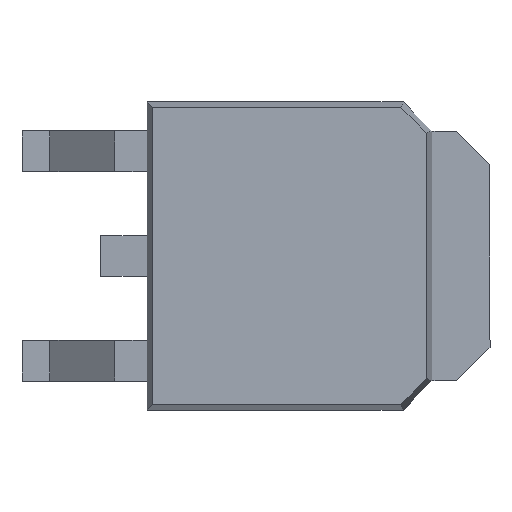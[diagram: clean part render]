
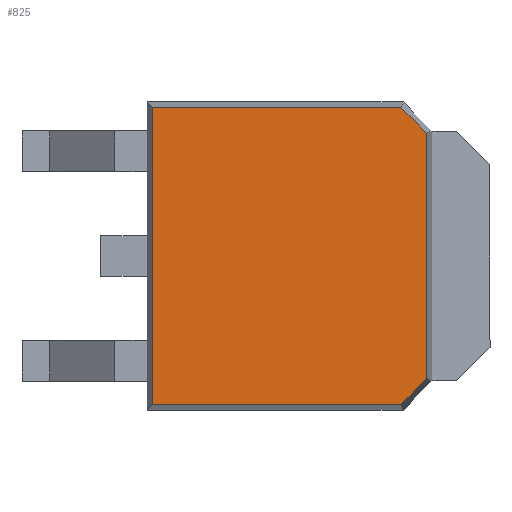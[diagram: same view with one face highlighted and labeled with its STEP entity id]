
A CAD part, top view. The second image highlights one B-rep face of the part: STEP entity #825.
In plain terms, the highlighted planar face has unit normal (0, 0, 1).
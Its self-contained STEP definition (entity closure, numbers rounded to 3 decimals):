
#120 = ORIENTED_EDGE ( 'NONE', *, *, #548, .F. ) ;
#121 = ORIENTED_EDGE ( 'NONE', *, *, #549, .F. ) ;
#122 = ORIENTED_EDGE ( 'NONE', *, *, #551, .T. ) ;
#123 = ORIENTED_EDGE ( 'NONE', *, *, #553, .T. ) ;
#124 = ORIENTED_EDGE ( 'NONE', *, *, #387, .T. ) ;
#125 = ORIENTED_EDGE ( 'NONE', *, *, #323, .T. ) ;
#233 = CARTESIAN_POINT ( 'NONE',  ( -2.261, -7.974, 2.39 ) ) ;
#234 = LINE ( 'NONE', #233, #604 ) ;
#236 = DIRECTION ( 'NONE',  ( 0., -1., 0. ) ) ;
#323 = EDGE_CURVE ( 'NONE', #444, #447, #234, .T. ) ;
#387 = EDGE_CURVE ( 'NONE', #447, #449, #928, .T. ) ;
#444 = VERTEX_POINT ( 'NONE', #1214 ) ;
#447 = VERTEX_POINT ( 'NONE', #1217 ) ;
#449 = VERTEX_POINT ( 'NONE', #1219 ) ;
#451 = VERTEX_POINT ( 'NONE', #1221 ) ;
#452 = VERTEX_POINT ( 'NONE', #1222 ) ;
#454 = VERTEX_POINT ( 'NONE', #1224 ) ;
#530 = EDGE_LOOP ( 'NONE', ( #125, #124, #123, #122, #121, #120 ) ) ;
#548 = EDGE_CURVE ( 'NONE', #444, #452, #1304, .T. ) ;
#549 = EDGE_CURVE ( 'NONE', #452, #454, #1281, .T. ) ;
#551 = EDGE_CURVE ( 'NONE', #451, #454, #1313, .T. ) ;
#553 = EDGE_CURVE ( 'NONE', #449, #451, #1319, .T. ) ;
#604 = VECTOR ( 'NONE', #236, 1000. ) ;
#667 = VECTOR ( 'NONE', #930, 1000. ) ;
#784 = VECTOR ( 'NONE', #1310, 1000. ) ;
#787 = VECTOR ( 'NONE', #1307, 1000. ) ;
#790 = VECTOR ( 'NONE', #1315, 1000. ) ;
#792 = VECTOR ( 'NONE', #1322, 1000. ) ;
#825 = ADVANCED_FACE ( 'NONE', ( #1849 ), #1834, .T. ) ;
#928 = LINE ( 'NONE', #929, #667 ) ;
#929 = CARTESIAN_POINT ( 'NONE',  ( 1.365, -3.246, 2.39 ) ) ;
#930 = DIRECTION ( 'NONE',  ( 1., 0., 0. ) ) ;
#1214 = CARTESIAN_POINT ( 'NONE',  ( -2.261, 3.246, 2.39 ) ) ;
#1217 = CARTESIAN_POINT ( 'NONE',  ( -2.261, -3.246, 2.39 ) ) ;
#1219 = CARTESIAN_POINT ( 'NONE',  ( 3.16, -3.246, 2.39 ) ) ;
#1221 = CARTESIAN_POINT ( 'NONE',  ( 3.721, -2.681, 2.39 ) ) ;
#1222 = CARTESIAN_POINT ( 'NONE',  ( 3.16, 3.246, 2.39 ) ) ;
#1224 = CARTESIAN_POINT ( 'NONE',  ( 3.721, 2.681, 2.39 ) ) ;
#1281 = LINE ( 'NONE', #1308, #784 ) ;
#1304 = LINE ( 'NONE', #1306, #787 ) ;
#1306 = CARTESIAN_POINT ( 'NONE',  ( 1.365, 3.246, 2.39 ) ) ;
#1307 = DIRECTION ( 'NONE',  ( 1., 0., 0. ) ) ;
#1308 = CARTESIAN_POINT ( 'NONE',  ( 7.879, -1.507, 2.39 ) ) ;
#1310 = DIRECTION ( 'NONE',  ( 0.705, -0.71, 0. ) ) ;
#1313 = LINE ( 'NONE', #1314, #790 ) ;
#1314 = CARTESIAN_POINT ( 'NONE',  ( 3.721, -7.974, 2.39 ) ) ;
#1315 = DIRECTION ( 'NONE',  ( 0., 1., 0. ) ) ;
#1319 = LINE ( 'NONE', #1321, #792 ) ;
#1321 = CARTESIAN_POINT ( 'NONE',  ( -0.094, -6.525, 2.39 ) ) ;
#1322 = DIRECTION ( 'NONE',  ( 0.705, 0.71, 0. ) ) ;
#1624 = AXIS2_PLACEMENT_3D ( 'NONE', #1859, #1860, #1861 ) ;
#1834 = PLANE ( 'NONE',  #1624 ) ;
#1849 = FACE_OUTER_BOUND ( 'NONE', #530, .T. ) ;
#1859 = CARTESIAN_POINT ( 'NONE',  ( 1.365, -7.974, 2.39 ) ) ;
#1860 = DIRECTION ( 'NONE',  ( 0., 0., 1. ) ) ;
#1861 = DIRECTION ( 'NONE',  ( 1., 0., 0. ) ) ;
